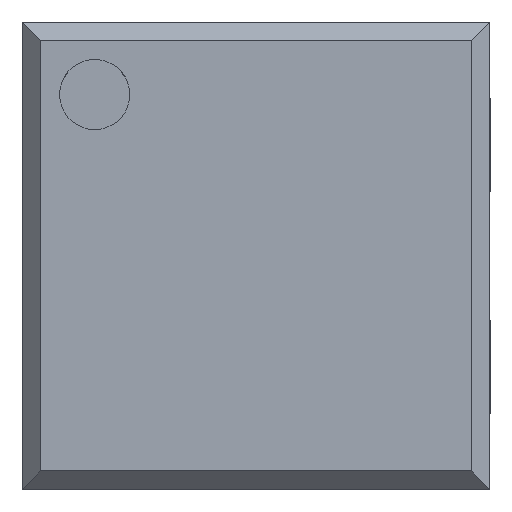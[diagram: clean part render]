
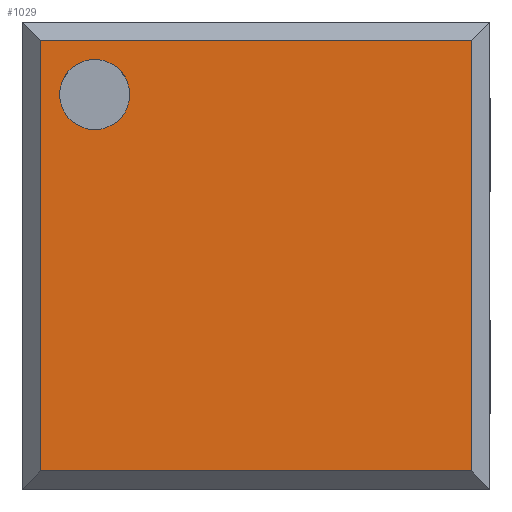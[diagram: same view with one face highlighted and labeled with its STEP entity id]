
A CAD part, top view. The second image highlights one B-rep face of the part: STEP entity #1029.
In plain terms, the highlighted planar face has unit normal (0, 0, 1).
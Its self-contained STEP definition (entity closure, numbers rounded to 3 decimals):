
#15=FACE_BOUND('',#146,.T.);
#25=CIRCLE('',#1091,0.15);
#87=FACE_OUTER_BOUND('',#145,.T.);
#145=EDGE_LOOP('',(#856,#857,#858,#859));
#146=EDGE_LOOP('',(#860));
#259=LINE('',#1611,#380);
#263=LINE('',#1617,#384);
#265=LINE('',#1621,#386);
#268=LINE('',#1625,#389);
#380=VECTOR('',#1338,1.);
#384=VECTOR('',#1344,1.);
#386=VECTOR('',#1348,1.);
#389=VECTOR('',#1353,1.);
#464=VERTEX_POINT('',#1603);
#465=VERTEX_POINT('',#1609);
#466=VERTEX_POINT('',#1610);
#467=VERTEX_POINT('',#1616);
#468=VERTEX_POINT('',#1620);
#589=EDGE_CURVE('',#464,#464,#25,.T.);
#591=EDGE_CURVE('',#465,#466,#259,.T.);
#595=EDGE_CURVE('',#466,#467,#263,.T.);
#597=EDGE_CURVE('',#468,#465,#265,.T.);
#600=EDGE_CURVE('',#467,#468,#268,.T.);
#856=ORIENTED_EDGE('',*,*,#591,.F.);
#857=ORIENTED_EDGE('',*,*,#597,.F.);
#858=ORIENTED_EDGE('',*,*,#600,.F.);
#859=ORIENTED_EDGE('',*,*,#595,.F.);
#860=ORIENTED_EDGE('',*,*,#589,.T.);
#915=PLANE('',#1099);
#1029=ADVANCED_FACE('',(#87,#15),#915,.T.);
#1091=AXIS2_PLACEMENT_3D('',#1605,#1330,#1331);
#1099=AXIS2_PLACEMENT_3D('',#1627,#1356,#1357);
#1330=DIRECTION('center_axis',(0.,0.,-1.));
#1331=DIRECTION('ref_axis',(1.,0.,0.));
#1338=DIRECTION('',(0.,-1.,0.));
#1344=DIRECTION('',(-1.,0.,0.));
#1348=DIRECTION('',(1.,0.,0.));
#1353=DIRECTION('',(0.,1.,0.));
#1356=DIRECTION('center_axis',(0.,0.,1.));
#1357=DIRECTION('ref_axis',(1.,0.,0.));
#1603=CARTESIAN_POINT('',(-0.84,0.69,0.8));
#1605=CARTESIAN_POINT('Origin',(-0.69,0.69,0.8));
#1609=CARTESIAN_POINT('',(0.92,0.92,0.8));
#1610=CARTESIAN_POINT('',(0.92,-0.92,0.8));
#1611=CARTESIAN_POINT('',(0.92,0.,0.8));
#1616=CARTESIAN_POINT('',(-0.92,-0.92,0.8));
#1617=CARTESIAN_POINT('',(0.,-0.92,0.8));
#1620=CARTESIAN_POINT('',(-0.92,0.92,0.8));
#1621=CARTESIAN_POINT('',(0.,0.92,0.8));
#1625=CARTESIAN_POINT('',(-0.92,0.,0.8));
#1627=CARTESIAN_POINT('Origin',(0.,0.,0.8));
